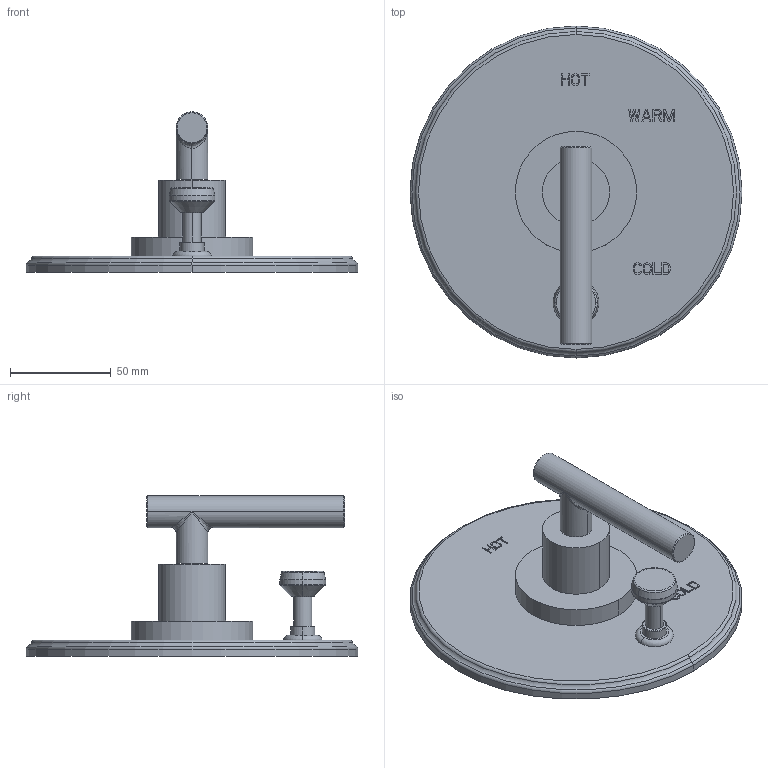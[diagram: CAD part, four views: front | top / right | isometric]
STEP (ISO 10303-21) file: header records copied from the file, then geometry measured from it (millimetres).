
FILE_DESCRIPTION((''),'2;1');
FILE_NAME('5-992LBP','2021-06-07T14:55:29',('jinson.thomas'),(''),'CREO PARAMETRIC BY PTC INC, 2018400','CREO PARAMETRIC BY PTC INC, 2018400','');
FILE_SCHEMA(('CONFIG_CONTROL_DESIGN'));
Length unit declared in the file: inch
Products named in the file (1): 5-992LBP
Bounding box: 165.1 x 165.1 x 79.72 mm (x, y, z)
Volume: 247422.6 mm3; surface area: 58548 mm2
Topology: 1 solids, 1 shells, 317 faces, 843 edges, 552 vertices
Faces by surface type: plane 270, cylinder 19, torus 16, cone 8, bspline 4
Entity records: 10124 total; most frequent: CARTESIAN_POINT 2153, ORIENTED_EDGE 1686, DIRECTION 1539, EDGE_CURVE 843, VECTOR 757, LINE 757, VERTEX_POINT 552, AXIS2_PLACEMENT_3D 391
